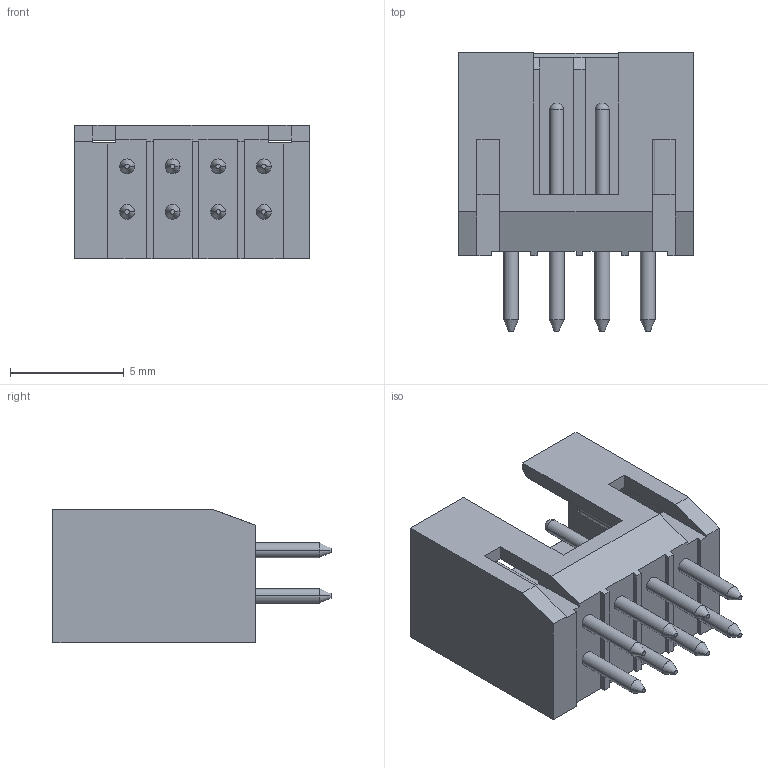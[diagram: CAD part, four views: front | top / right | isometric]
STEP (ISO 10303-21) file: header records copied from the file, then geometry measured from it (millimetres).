
FILE_DESCRIPTION((''),'2;1');
FILE_NAME('F1JL24-S08SD000-01','2025-08-25T',('工程三'),(''),'PRO/ENGINEER BY PARAMETRIC TECHNOLOGY CORPORATION, 2010280','PRO/ENGINEER BY PARAMETRIC TECHNOLOGY CORPORATION, 2010280','');
FILE_SCHEMA(('CONFIG_CONTROL_DESIGN'));
Length unit declared in the file: millimetre
Products named in the file (1): F1JL24-S08SD000-01
Bounding box: 10.3 x 12.2 x 5.85 mm (x, y, z)
Volume: 268.2 mm3; surface area: 662.4 mm2
Topology: 1 solids, 1 shells, 141 faces, 359 edges, 216 vertices
Faces by surface type: plane 77, cylinder 32, sphere 16, cone 16
Entity records: 4135 total; most frequent: DIRECTION 721, CARTESIAN_POINT 700, ORIENTED_EDGE 686, EDGE_CURVE 343, VECTOR 247, LINE 247, AXIS2_PLACEMENT_3D 237, VERTEX_POINT 216
